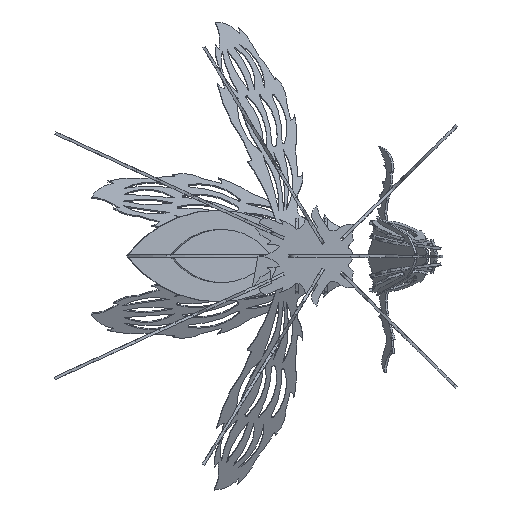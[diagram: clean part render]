
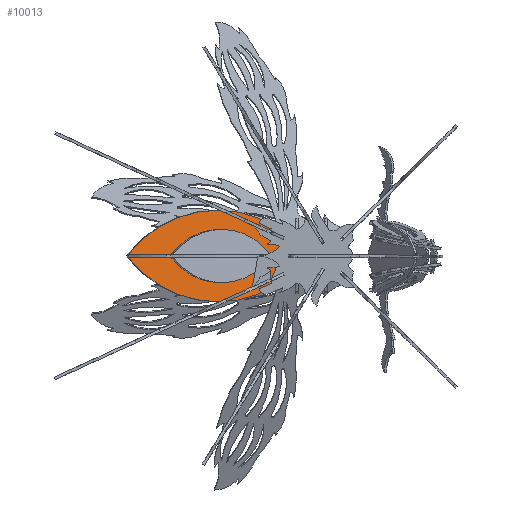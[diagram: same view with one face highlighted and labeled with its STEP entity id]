
A CAD part, front view. The second image highlights one B-rep face of the part: STEP entity #10013.
In plain terms, the highlighted face is planar.
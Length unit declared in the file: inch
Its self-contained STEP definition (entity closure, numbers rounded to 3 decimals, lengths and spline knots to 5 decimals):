
#4385 = ORIENTED_EDGE ( 'NONE', *, *, #6002, .F. ) ;
#4453 = ORIENTED_EDGE ( 'NONE', *, *, #6005, .F. ) ;
#4525 = EDGE_LOOP ( 'NONE', ( #18073, #18056, #4453, #4385, #18061, #18063, #24934, #18075, #18040, #18065, #18077, #18115, #18046 ) ) ;
#5971 = EDGE_CURVE ( 'NONE', #7729, #7731, #18297, .T. ) ;
#5974 = EDGE_CURVE ( 'NONE', #7784, #7729, #18301, .T. ) ;
#5977 = EDGE_CURVE ( 'NONE', #7737, #7784, #18305, .T. ) ;
#5980 = EDGE_CURVE ( 'NONE', #7754, #7737, #18310, .T. ) ;
#5986 = EDGE_CURVE ( 'NONE', #7743, #7754, #18320, .T. ) ;
#5987 = EDGE_CURVE ( 'NONE', #7556, #7743, #18324, .T. ) ;
#5990 = EDGE_CURVE ( 'NONE', #7731, #7723, #18330, .T. ) ;
#5993 = EDGE_CURVE ( 'NONE', #7723, #7211, #18334, .T. ) ;
#5996 = EDGE_CURVE ( 'NONE', #7211, #7197, #18339, .T. ) ;
#5999 = EDGE_CURVE ( 'NONE', #7197, #7198, #18345, .T. ) ;
#6002 = EDGE_CURVE ( 'NONE', #7198, #7206, #18350, .T. ) ;
#6005 = EDGE_CURVE ( 'NONE', #7206, #7196, #18354, .T. ) ;
#6008 = EDGE_CURVE ( 'NONE', #7196, #7556, #18358, .T. ) ;
#7196 = VERTEX_POINT ( 'NONE', #24127 ) ;
#7197 = VERTEX_POINT ( 'NONE', #23797 ) ;
#7198 = VERTEX_POINT ( 'NONE', #24225 ) ;
#7206 = VERTEX_POINT ( 'NONE', #23832 ) ;
#7211 = VERTEX_POINT ( 'NONE', #24265 ) ;
#7556 = VERTEX_POINT ( 'NONE', #24292 ) ;
#7723 = VERTEX_POINT ( 'NONE', #24257 ) ;
#7729 = VERTEX_POINT ( 'NONE', #23924 ) ;
#7731 = VERTEX_POINT ( 'NONE', #24062 ) ;
#7737 = VERTEX_POINT ( 'NONE', #24139 ) ;
#7743 = VERTEX_POINT ( 'NONE', #24138 ) ;
#7754 = VERTEX_POINT ( 'NONE', #24269 ) ;
#7784 = VERTEX_POINT ( 'NONE', #24049 ) ;
#7792 = DIRECTION ( 'NONE',  ( 1., 0., 0. ) ) ;
#7794 = DIRECTION ( 'NONE',  ( 0., 0., 1. ) ) ;
#7884 = PLANE ( 'NONE',  #17863 ) ;
#7888 = CARTESIAN_POINT ( 'NONE',  ( 1.33449, -0.03, 0. ) ) ;
#10013 = ADVANCED_FACE ( 'NONE', ( #16413 ), #7884, .F. ) ;
#10303 = CARTESIAN_POINT ( 'NONE',  ( 4.97368, -0.03, 0. ) ) ;
#11161 = CARTESIAN_POINT ( 'NONE',  ( 4.10271, -1.94753, 0. ) ) ;
#11165 = DIRECTION ( 'NONE',  ( 0., 0., 1. ) ) ;
#11168 = DIRECTION ( 'NONE',  ( 0., 0., 1. ) ) ;
#11216 = DIRECTION ( 'NONE',  ( 0., 0., 1. ) ) ;
#11223 = CARTESIAN_POINT ( 'NONE',  ( 0.93834, 0.62531, 0. ) ) ;
#11232 = CARTESIAN_POINT ( 'NONE',  ( 1.33449, -0.03, 0. ) ) ;
#11257 = DIRECTION ( 'NONE',  ( 0., 0., -1. ) ) ;
#11294 = DIRECTION ( 'NONE',  ( -0.424, 0.906, 0. ) ) ;
#11373 = DIRECTION ( 'NONE',  ( 1., 0., 0. ) ) ;
#11385 = CARTESIAN_POINT ( 'NONE',  ( 2.84754, -1.76937, 0. ) ) ;
#11420 = DIRECTION ( 'NONE',  ( 1., 0., 0. ) ) ;
#11424 = DIRECTION ( 'NONE',  ( -1., 0., 0. ) ) ;
#11439 = DIRECTION ( 'NONE',  ( -1., 0., 0. ) ) ;
#16413 = FACE_OUTER_BOUND ( 'NONE', #4525, .T. ) ;
#17863 = AXIS2_PLACEMENT_3D ( 'NONE', #7888, #7794, #7792 ) ;
#18040 = ORIENTED_EDGE ( 'NONE', *, *, #5971, .F. ) ;
#18046 = ORIENTED_EDGE ( 'NONE', *, *, #5986, .F. ) ;
#18056 = ORIENTED_EDGE ( 'NONE', *, *, #6008, .F. ) ;
#18061 = ORIENTED_EDGE ( 'NONE', *, *, #5999, .F. ) ;
#18063 = ORIENTED_EDGE ( 'NONE', *, *, #5996, .F. ) ;
#18065 = ORIENTED_EDGE ( 'NONE', *, *, #5974, .F. ) ;
#18073 = ORIENTED_EDGE ( 'NONE', *, *, #5987, .F. ) ;
#18075 = ORIENTED_EDGE ( 'NONE', *, *, #5990, .F. ) ;
#18077 = ORIENTED_EDGE ( 'NONE', *, *, #5977, .F. ) ;
#18115 = ORIENTED_EDGE ( 'NONE', *, *, #5980, .F. ) ;
#18297 = CIRCLE ( 'NONE', #21062, 3.67443 ) ;
#18301 = CIRCLE ( 'NONE', #21064, 0.53195 ) ;
#18305 = CIRCLE ( 'NONE', #21066, 0.23417 ) ;
#18310 = LINE ( 'NONE', #25767, #18313 ) ;
#18313 = VECTOR ( 'NONE', #25784, 39.37008 ) ;
#18320 = LINE ( 'NONE', #25782, #18325 ) ;
#18324 = LINE ( 'NONE', #25728, #18327 ) ;
#18325 = VECTOR ( 'NONE', #25789, 39.37008 ) ;
#18327 = VECTOR ( 'NONE', #25832, 39.37008 ) ;
#18330 = CIRCLE ( 'NONE', #21068, 2.75529 ) ;
#18334 = LINE ( 'NONE', #25822, #18336 ) ;
#18336 = VECTOR ( 'NONE', #25791, 39.37008 ) ;
#18339 = LINE ( 'NONE', #10303, #18342 ) ;
#18342 = VECTOR ( 'NONE', #11294, 39.37008 ) ;
#18345 = CIRCLE ( 'NONE', #21070, 2.75529 ) ;
#18350 = CIRCLE ( 'NONE', #21072, 3.67443 ) ;
#18354 = CIRCLE ( 'NONE', #21074, 0.53195 ) ;
#18358 = CIRCLE ( 'NONE', #21076, 0.23417 ) ;
#21062 = AXIS2_PLACEMENT_3D ( 'NONE', #25807, #25814, #25812 ) ;
#21064 = AXIS2_PLACEMENT_3D ( 'NONE', #25831, #25802, #25724 ) ;
#21066 = AXIS2_PLACEMENT_3D ( 'NONE', #25751, #25699, #25740 ) ;
#21068 = AXIS2_PLACEMENT_3D ( 'NONE', #25714, #25716, #25703 ) ;
#21070 = AXIS2_PLACEMENT_3D ( 'NONE', #11385, #11216, #11424 ) ;
#21072 = AXIS2_PLACEMENT_3D ( 'NONE', #11161, #11165, #11439 ) ;
#21074 = AXIS2_PLACEMENT_3D ( 'NONE', #11223, #11257, #11420 ) ;
#21076 = AXIS2_PLACEMENT_3D ( 'NONE', #11232, #11168, #11373 ) ;
#23797 = CARTESIAN_POINT ( 'NONE',  ( 4.95963, 0., 0. ) ) ;
#23832 = CARTESIAN_POINT ( 'NONE',  ( 1.47021, 0.61594, 0. ) ) ;
#23924 = CARTESIAN_POINT ( 'NONE',  ( 1.47021, -0.67594, 0. ) ) ;
#24049 = CARTESIAN_POINT ( 'NONE',  ( 1.20414, -0.22454, 0. ) ) ;
#24062 = CARTESIAN_POINT ( 'NONE',  ( 1.47246, -0.67825, 0. ) ) ;
#24127 = CARTESIAN_POINT ( 'NONE',  ( 1.20414, 0.16454, 0. ) ) ;
#24138 = CARTESIAN_POINT ( 'NONE',  ( 3.1243, 0., 0. ) ) ;
#24139 = CARTESIAN_POINT ( 'NONE',  ( 1.10225, -0.06, 0. ) ) ;
#24225 = CARTESIAN_POINT ( 'NONE',  ( 1.47246, 0.61825, 0. ) ) ;
#24257 = CARTESIAN_POINT ( 'NONE',  ( 4.95963, -0.06, 0. ) ) ;
#24265 = CARTESIAN_POINT ( 'NONE',  ( 4.97368, -0.03, 0. ) ) ;
#24269 = CARTESIAN_POINT ( 'NONE',  ( 3.1243, -0.06, 0. ) ) ;
#24292 = CARTESIAN_POINT ( 'NONE',  ( 1.10225, 0., 0. ) ) ;
#24934 = ORIENTED_EDGE ( 'NONE', *, *, #5993, .F. ) ;
#25699 = DIRECTION ( 'NONE',  ( 0., 0., 1. ) ) ;
#25703 = DIRECTION ( 'NONE',  ( 1., 0., 0. ) ) ;
#25714 = CARTESIAN_POINT ( 'NONE',  ( 2.84754, 1.70937, 0. ) ) ;
#25716 = DIRECTION ( 'NONE',  ( 0., 0., 1. ) ) ;
#25724 = DIRECTION ( 'NONE',  ( -1., 0., 0. ) ) ;
#25728 = CARTESIAN_POINT ( 'NONE',  ( 3.1243, 0., 0. ) ) ;
#25740 = DIRECTION ( 'NONE',  ( 1., 0., 0. ) ) ;
#25751 = CARTESIAN_POINT ( 'NONE',  ( 1.33449, -0.03, 0. ) ) ;
#25767 = CARTESIAN_POINT ( 'NONE',  ( 3.1243, -0.06, 0. ) ) ;
#25782 = CARTESIAN_POINT ( 'NONE',  ( 3.1243, 0., 0. ) ) ;
#25784 = DIRECTION ( 'NONE',  ( -1., 0., 0. ) ) ;
#25789 = DIRECTION ( 'NONE',  ( 0., -1., 0. ) ) ;
#25791 = DIRECTION ( 'NONE',  ( 0.424, 0.906, 0. ) ) ;
#25802 = DIRECTION ( 'NONE',  ( 0., 0., -1. ) ) ;
#25807 = CARTESIAN_POINT ( 'NONE',  ( 4.10271, 1.88753, 0. ) ) ;
#25812 = DIRECTION ( 'NONE',  ( 1., 0., 0. ) ) ;
#25814 = DIRECTION ( 'NONE',  ( 0., 0., 1. ) ) ;
#25822 = CARTESIAN_POINT ( 'NONE',  ( 4.97368, -0.03, 0. ) ) ;
#25831 = CARTESIAN_POINT ( 'NONE',  ( 0.93834, -0.68531, 0. ) ) ;
#25832 = DIRECTION ( 'NONE',  ( 1., 0., 0. ) ) ;
